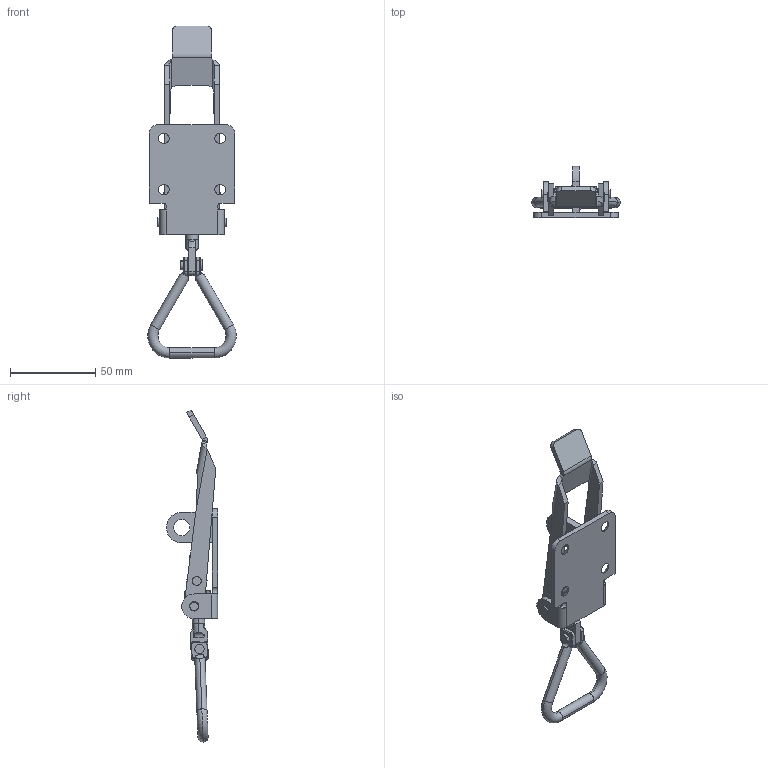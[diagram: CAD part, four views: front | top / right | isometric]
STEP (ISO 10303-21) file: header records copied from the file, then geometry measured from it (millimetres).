
FILE_DESCRIPTION (( 'STEP AP214' ), '1' );
FILE_NAME ('D12323DMEH - 123 G3 ZP.STEP', '2017-02-17T11:30:49', ( '' ), ( '' ), 'SwSTEP 2.0', 'SolidWorks 2015', '' );
FILE_SCHEMA (( 'AUTOMOTIVE_DESIGN' ));
Length unit declared in the file: millimetre
Products named in the file (9): ring m8; mutter m8; ring nit; skruvm8; rulle; nit; bygel; platta; D12323DMEH - 123 G3 ZP
Assembly tree (9 placements, depth 2):
  D12323DMEH - 123 G3 ZP
    platta
    bygel
    nit  x2
    rulle
    skruvm8
    ring nit
    mutter m8
    ring m8
Bounding box: 52 x 30 x 194.95 mm (x, y, z)
Volume: 29856.7 mm3; surface area: 23399.5 mm2
Topology: 9 solids, 9 shells, 289 faces, 674 edges, 398 vertices
Faces by surface type: cylinder 127, plane 98, torus 24, bspline 16, cone 12, sphere 12
Entity records: 9152 total; most frequent: CARTESIAN_POINT 2436, DIRECTION 1380, ORIENTED_EDGE 1284, EDGE_CURVE 642, AXIS2_PLACEMENT_3D 540, VERTEX_POINT 386, EDGE_LOOP 316, VECTOR 300
